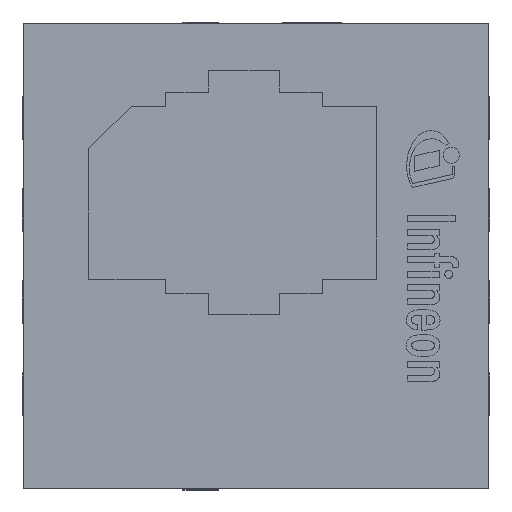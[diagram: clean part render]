
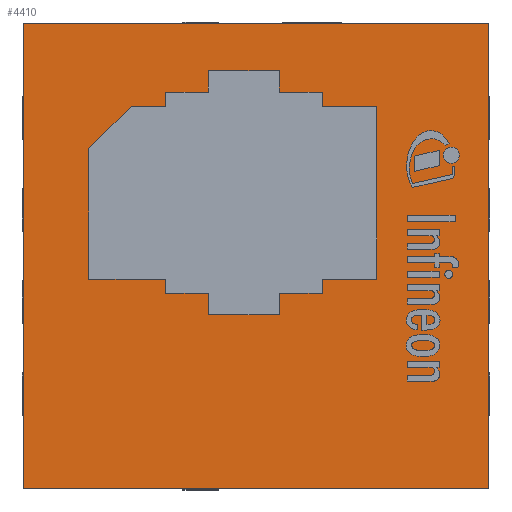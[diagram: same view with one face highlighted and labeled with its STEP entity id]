
A CAD part, top view. The second image highlights one B-rep face of the part: STEP entity #4410.
In plain terms, the highlighted planar face has unit normal (0, 0, 1).
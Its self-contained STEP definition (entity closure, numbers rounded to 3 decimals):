
#254=FACE_OUTER_BOUND('',#506,.T.);
#506=EDGE_LOOP('',(#3023,#3024,#3025,#3026));
#809=LINE('',#6031,#1319);
#843=LINE('',#6098,#1353);
#844=LINE('',#6100,#1354);
#845=LINE('',#6101,#1355);
#1319=VECTOR('',#5013,1.);
#1353=VECTOR('',#5067,1.);
#1354=VECTOR('',#5068,1.);
#1355=VECTOR('',#5069,1.);
#1806=VERTEX_POINT('',#6028);
#1807=VERTEX_POINT('',#6030);
#1830=VERTEX_POINT('',#6097);
#1831=VERTEX_POINT('',#6099);
#2265=EDGE_CURVE('',#1806,#1807,#809,.T.);
#2299=EDGE_CURVE('',#1830,#1806,#843,.T.);
#2300=EDGE_CURVE('',#1831,#1830,#844,.T.);
#2301=EDGE_CURVE('',#1807,#1831,#845,.T.);
#3023=ORIENTED_EDGE('',*,*,#2265,.F.);
#3024=ORIENTED_EDGE('',*,*,#2299,.F.);
#3025=ORIENTED_EDGE('',*,*,#2300,.F.);
#3026=ORIENTED_EDGE('',*,*,#2301,.F.);
#4180=PLANE('',#4680);
#4410=ADVANCED_FACE('',(#254),#4180,.F.);
#4680=AXIS2_PLACEMENT_3D('',#6096,#5065,#5066);
#5013=DIRECTION('',(1.,0.,0.));
#5065=DIRECTION('center_axis',(0.,0.,-1.));
#5066=DIRECTION('ref_axis',(-1.,0.,0.));
#5067=DIRECTION('',(0.,1.,0.));
#5068=DIRECTION('',(-1.,0.,0.));
#5069=DIRECTION('',(0.,-1.,0.));
#6028=CARTESIAN_POINT('',(-1.64,1.64,0.74));
#6030=CARTESIAN_POINT('',(1.64,1.64,0.74));
#6031=CARTESIAN_POINT('',(-0.002,1.64,0.74));
#6096=CARTESIAN_POINT('Origin',(0.,0.,
0.74));
#6097=CARTESIAN_POINT('',(-1.64,-1.64,0.74));
#6098=CARTESIAN_POINT('',(-1.64,0.,0.74));
#6099=CARTESIAN_POINT('',(1.64,-1.64,0.74));
#6100=CARTESIAN_POINT('',(-0.006,-1.64,0.74));
#6101=CARTESIAN_POINT('',(1.64,0.002,0.74));
